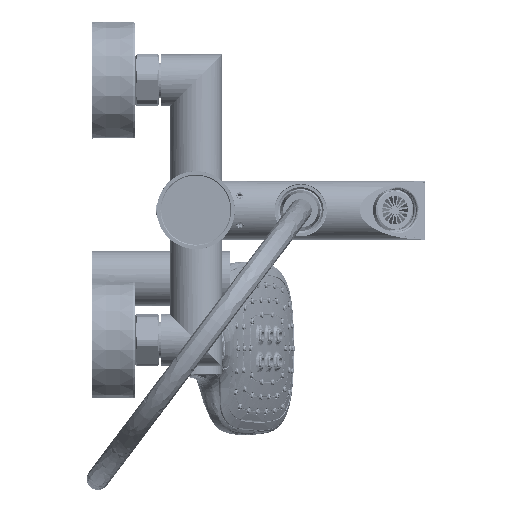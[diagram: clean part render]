
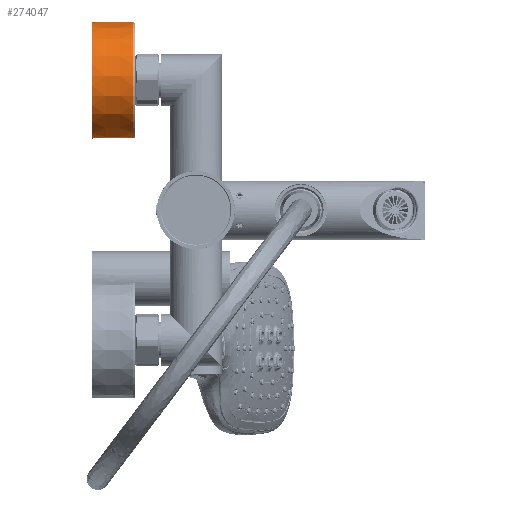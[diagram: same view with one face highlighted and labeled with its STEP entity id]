
A CAD part, front view. The second image highlights one B-rep face of the part: STEP entity #274047.
In plain terms, the highlighted conical face has half-angle 0.344 degrees and reference radius 33.75 mm.
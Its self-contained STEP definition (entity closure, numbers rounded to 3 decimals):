
#7520 = AXIS2_PLACEMENT_3D ( 'NONE', #341666, #228010, #256417 ) ;
#8130 = DIRECTION ( 'NONE',  ( -1., 0., 0. ) ) ;
#39753 = ORIENTED_EDGE ( 'NONE', *, *, #125553, .T. ) ;
#52075 = DIRECTION ( 'NONE',  ( -1., 0., 0. ) ) ;
#54953 = EDGE_LOOP ( 'NONE', ( #39753 ) ) ;
#66764 = DIRECTION ( 'NONE',  ( 0., 0.815, 0.58 ) ) ;
#125553 = EDGE_CURVE ( 'NONE', #200827, #200827, #235769, .T. ) ;
#166787 = CARTESIAN_POINT ( 'NONE',  ( -36.027, 42.887, 94.476 ) ) ;
#167542 = DIRECTION ( 'NONE',  ( 0., -0.815, -0.58 ) ) ;
#175205 = AXIS2_PLACEMENT_3D ( 'NONE', #180341, #8130, #66764 ) ;
#180341 = CARTESIAN_POINT ( 'NONE',  ( -36.027, 15.5, 75. ) ) ;
#181637 = EDGE_CURVE ( 'NONE', #204538, #204538, #321838, .T. ) ;
#195962 = FACE_BOUND ( 'NONE', #54953, .T. ) ;
#200827 = VERTEX_POINT ( 'NONE', #166787 ) ;
#203692 = EDGE_LOOP ( 'NONE', ( #327668 ) ) ;
#204538 = VERTEX_POINT ( 'NONE', #320095 ) ;
#228010 = DIRECTION ( 'NONE',  ( -1., 0., 0. ) ) ;
#235769 = CIRCLE ( 'NONE', #175205, 33.606 ) ;
#253236 = AXIS2_PLACEMENT_3D ( 'NONE', #341740, #52075, #167542 ) ;
#256417 = DIRECTION ( 'NONE',  ( 0., -0.815, -0.58 ) ) ;
#274047 = ADVANCED_FACE ( 'NONE', ( #195962, #311474 ), #319807, .T. ) ;
#311474 = FACE_OUTER_BOUND ( 'NONE', #203692, .T. ) ;
#319807 = CONICAL_SURFACE ( 'NONE', #253236, 33.75, 0.006 ) ;
#320095 = CARTESIAN_POINT ( 'NONE',  ( -60.043, -12.004, 55.44 ) ) ;
#321838 = CIRCLE ( 'NONE', #7520, 33.75 ) ;
#327668 = ORIENTED_EDGE ( 'NONE', *, *, #181637, .F. ) ;
#341666 = CARTESIAN_POINT ( 'NONE',  ( -60.043, 15.5, 75. ) ) ;
#341740 = CARTESIAN_POINT ( 'NONE',  ( -60.043, 15.5, 75. ) ) ;
